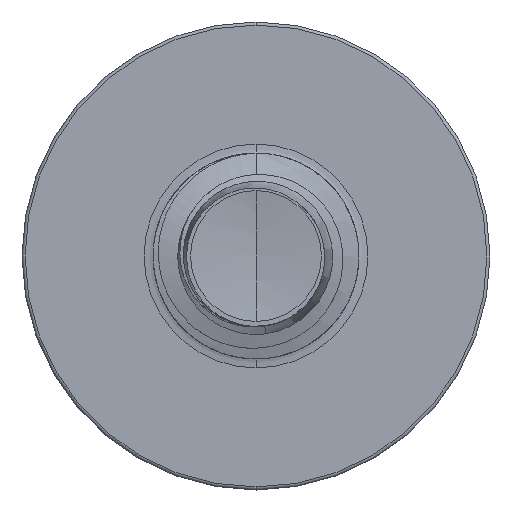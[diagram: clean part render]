
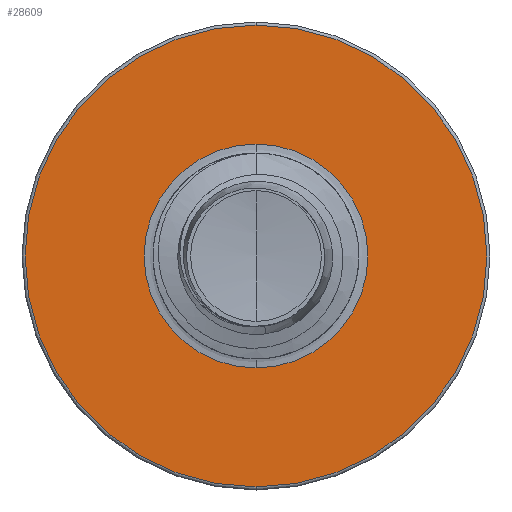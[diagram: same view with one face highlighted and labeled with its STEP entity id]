
A CAD part, front view. The second image highlights one B-rep face of the part: STEP entity #28609.
In plain terms, the highlighted planar face has unit normal (0, -1, 0).
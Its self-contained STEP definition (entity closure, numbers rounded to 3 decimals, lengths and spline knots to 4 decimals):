
#1658 = DIRECTION ( 'NONE',  ( 0., 0., 1. ) ) ;
#1675 = AXIS2_PLACEMENT_3D ( 'NONE', #32239, #6058, #27224 ) ;
#1851 = AXIS2_PLACEMENT_3D ( 'NONE', #33586, #22668, #1658 ) ;
#2814 = AXIS2_PLACEMENT_3D ( 'NONE', #11175, #11157, #11114 ) ;
#4217 = CARTESIAN_POINT ( 'NONE',  ( 0., 10., 2.467 ) ) ;
#6058 = DIRECTION ( 'NONE',  ( 0., 1., 0. ) ) ;
#8411 = ORIENTED_EDGE ( 'NONE', *, *, #28598, .F. ) ;
#9754 = PLANE ( 'NONE',  #1675 ) ;
#10219 = CIRCLE ( 'NONE', #28981, 1.1956 ) ;
#11114 = DIRECTION ( 'NONE',  ( 0., 0., 1. ) ) ;
#11157 = DIRECTION ( 'NONE',  ( 0., 1., 0. ) ) ;
#11175 = CARTESIAN_POINT ( 'NONE',  ( 0., 10., 0. ) ) ;
#13854 = CARTESIAN_POINT ( 'NONE',  ( 0., 10., 0. ) ) ;
#14057 = VERTEX_POINT ( 'NONE', #14592 ) ;
#14150 = CARTESIAN_POINT ( 'NONE',  ( 0., 10., 1.1956 ) ) ;
#14592 = CARTESIAN_POINT ( 'NONE',  ( 0., 10., -1.1956 ) ) ;
#15209 = CIRCLE ( 'NONE', #1851, 2.467 ) ;
#17054 = DIRECTION ( 'NONE',  ( 0., 1., 0. ) ) ;
#17234 = DIRECTION ( 'NONE',  ( 0., 0., 1. ) ) ;
#17555 = CARTESIAN_POINT ( 'NONE',  ( 0., 10., -2.467 ) ) ;
#19107 = VERTEX_POINT ( 'NONE', #14150 ) ;
#22668 = DIRECTION ( 'NONE',  ( 0., 1., 0. ) ) ;
#24939 = ORIENTED_EDGE ( 'NONE', *, *, #31099, .T. ) ;
#25314 = AXIS2_PLACEMENT_3D ( 'NONE', #13854, #30797, #17234 ) ;
#27112 = EDGE_CURVE ( 'NONE', #30136, #28075, #29787, .T. ) ;
#27224 = DIRECTION ( 'NONE',  ( 0., 0., 1. ) ) ;
#27754 = EDGE_LOOP ( 'NONE', ( #24939, #29979 ) ) ;
#28075 = VERTEX_POINT ( 'NONE', #17555 ) ;
#28215 = FACE_BOUND ( 'NONE', #27754, .T. ) ;
#28598 = EDGE_CURVE ( 'NONE', #28075, #30136, #15209, .T. ) ;
#28609 = ADVANCED_FACE ( 'NONE', ( #32550, #28215 ), #9754, .F. ) ;
#28662 = EDGE_CURVE ( 'NONE', #14057, #19107, #32058, .T. ) ;
#28981 = AXIS2_PLACEMENT_3D ( 'NONE', #30702, #17054, #32355 ) ;
#29787 = CIRCLE ( 'NONE', #2814, 2.467 ) ;
#29979 = ORIENTED_EDGE ( 'NONE', *, *, #28662, .T. ) ;
#30136 = VERTEX_POINT ( 'NONE', #4217 ) ;
#30702 = CARTESIAN_POINT ( 'NONE',  ( 0., 10., 0. ) ) ;
#30797 = DIRECTION ( 'NONE',  ( 0., 1., 0. ) ) ;
#31099 = EDGE_CURVE ( 'NONE', #19107, #14057, #10219, .T. ) ;
#32058 = CIRCLE ( 'NONE', #25314, 1.1956 ) ;
#32239 = CARTESIAN_POINT ( 'NONE',  ( 0., 10., -1.1956 ) ) ;
#32355 = DIRECTION ( 'NONE',  ( 0., 0., 1. ) ) ;
#32550 = FACE_OUTER_BOUND ( 'NONE', #33590, .T. ) ;
#33530 = ORIENTED_EDGE ( 'NONE', *, *, #27112, .F. ) ;
#33586 = CARTESIAN_POINT ( 'NONE',  ( 0., 10., 0. ) ) ;
#33590 = EDGE_LOOP ( 'NONE', ( #33530, #8411 ) ) ;
